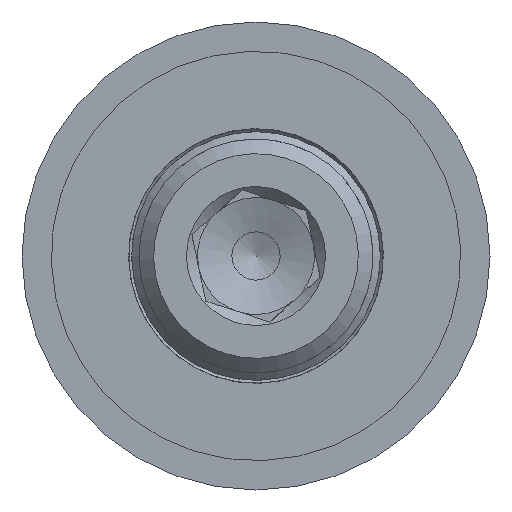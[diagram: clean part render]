
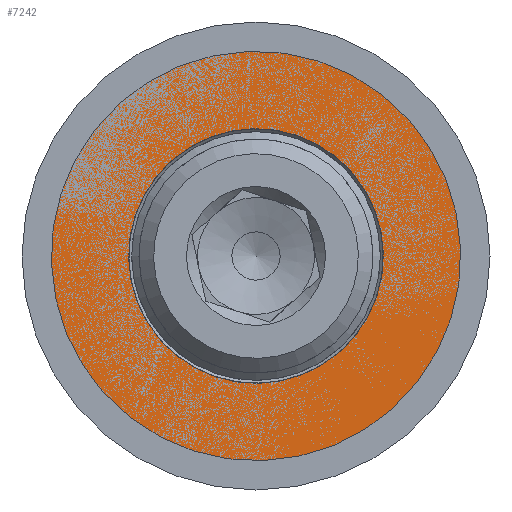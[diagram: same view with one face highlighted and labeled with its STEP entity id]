
A CAD part, left-side view. The second image highlights one B-rep face of the part: STEP entity #7242.
In plain terms, the highlighted planar face has unit normal (-1, 0, 0).
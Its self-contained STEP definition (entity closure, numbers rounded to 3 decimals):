
#275 = FACE_OUTER_BOUND ( 'NONE', #6792, .T. ) ;
#317 = AXIS2_PLACEMENT_3D ( 'NONE', #5333, #6013, #685 ) ;
#685 = DIRECTION ( 'NONE',  ( 0., 0., -1. ) ) ;
#842 = CIRCLE ( 'NONE', #7374, 14. ) ;
#999 = AXIS2_PLACEMENT_3D ( 'NONE', #1527, #2336, #2301 ) ;
#1007 = EDGE_LOOP ( 'NONE', ( #7218 ) ) ;
#1476 = EDGE_CURVE ( 'NONE', #8444, #8444, #842, .T. ) ;
#1527 = CARTESIAN_POINT ( 'NONE',  ( 0., 0., 0. ) ) ;
#1741 = CIRCLE ( 'NONE', #999, 8.7 ) ;
#2301 = DIRECTION ( 'NONE',  ( 0., 0., 1. ) ) ;
#2336 = DIRECTION ( 'NONE',  ( -1., 0., 0. ) ) ;
#2796 = DIRECTION ( 'NONE',  ( -1., 0., 0. ) ) ;
#2974 = VERTEX_POINT ( 'NONE', #7529 ) ;
#4350 = ORIENTED_EDGE ( 'NONE', *, *, #1476, .T. ) ;
#4536 = PLANE ( 'NONE',  #317 ) ;
#4960 = CARTESIAN_POINT ( 'NONE',  ( 0., 0., 14. ) ) ;
#5144 = CARTESIAN_POINT ( 'NONE',  ( 0., 0., 0. ) ) ;
#5333 = CARTESIAN_POINT ( 'NONE',  ( 0., 14., 0. ) ) ;
#6013 = DIRECTION ( 'NONE',  ( 1., 0., 0. ) ) ;
#6500 = EDGE_CURVE ( 'NONE', #2974, #2974, #1741, .T. ) ;
#6792 = EDGE_LOOP ( 'NONE', ( #4350 ) ) ;
#7218 = ORIENTED_EDGE ( 'NONE', *, *, #6500, .F. ) ;
#7242 = ADVANCED_FACE ( 'NONE', ( #8283, #275 ), #4536, .F. ) ;
#7374 = AXIS2_PLACEMENT_3D ( 'NONE', #5144, #2796, #9153 ) ;
#7529 = CARTESIAN_POINT ( 'NONE',  ( 0., 0., 8.7 ) ) ;
#8283 = FACE_BOUND ( 'NONE', #1007, .T. ) ;
#8444 = VERTEX_POINT ( 'NONE', #4960 ) ;
#9153 = DIRECTION ( 'NONE',  ( 0., 0., 1. ) ) ;
